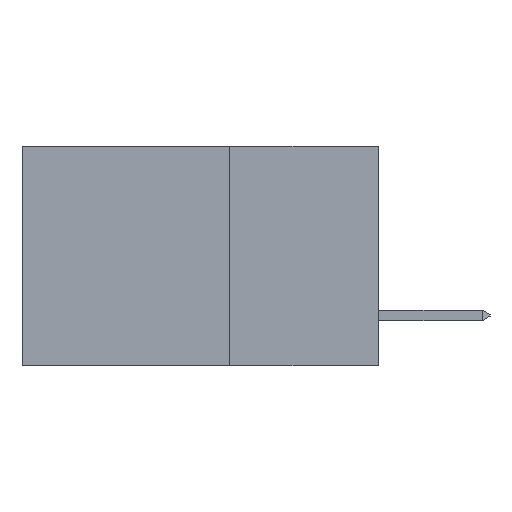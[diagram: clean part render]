
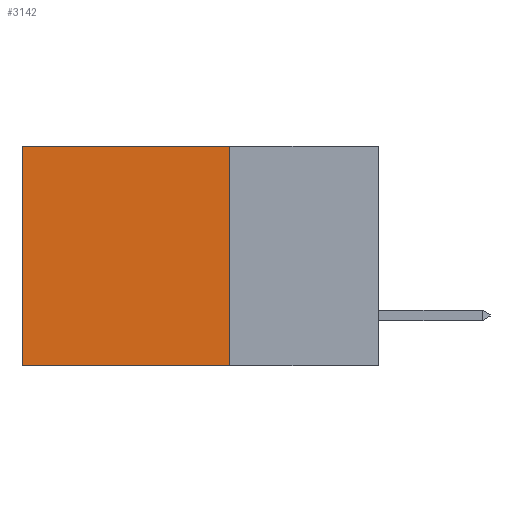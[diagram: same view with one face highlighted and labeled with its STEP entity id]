
A CAD part, left-side view. The second image highlights one B-rep face of the part: STEP entity #3142.
In plain terms, the highlighted planar face has unit normal (-1, 0, 0).
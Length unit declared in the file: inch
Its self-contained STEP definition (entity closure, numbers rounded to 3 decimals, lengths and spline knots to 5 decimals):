
#350 = VECTOR ( 'NONE', #12370, 39.37008 ) ;
#404 = VECTOR ( 'NONE', #17905, 39.37008 ) ;
#570 = DIRECTION ( 'NONE',  ( 0., 0., -1. ) ) ;
#750 = LINE ( 'NONE', #1529, #15505 ) ;
#1444 = DIRECTION ( 'NONE',  ( 0., 1., 0. ) ) ;
#1529 = CARTESIAN_POINT ( 'NONE',  ( 0.2615, 0.25, -0.37 ) ) ;
#2140 = VECTOR ( 'NONE', #570, 39.37008 ) ;
#2546 = ORIENTED_EDGE ( 'NONE', *, *, #3224, .F. ) ;
#3142 = ADVANCED_FACE ( 'NONE', ( #10233 ), #14358, .F. ) ;
#3224 = EDGE_CURVE ( 'NONE', #17587, #14465, #16067, .T. ) ;
#3599 = CARTESIAN_POINT ( 'NONE',  ( 0.2615, 0.6, -0.37 ) ) ;
#4852 = ORIENTED_EDGE ( 'NONE', *, *, #5916, .F. ) ;
#4969 = LINE ( 'NONE', #16459, #404 ) ;
#5916 = EDGE_CURVE ( 'NONE', #14465, #9712, #750, .T. ) ;
#9240 = CARTESIAN_POINT ( 'NONE',  ( 0.2615, 0.6, -0.37 ) ) ;
#9712 = VERTEX_POINT ( 'NONE', #9240 ) ;
#10233 = FACE_OUTER_BOUND ( 'NONE', #10508, .T. ) ;
#10508 = EDGE_LOOP ( 'NONE', ( #13186, #4852, #2546, #12140 ) ) ;
#12127 = CARTESIAN_POINT ( 'NONE',  ( 0.2615, 0.25, -0.37 ) ) ;
#12140 = ORIENTED_EDGE ( 'NONE', *, *, #12595, .T. ) ;
#12184 = AXIS2_PLACEMENT_3D ( 'NONE', #14569, #14260, #14192 ) ;
#12370 = DIRECTION ( 'NONE',  ( 0., 0., -1. ) ) ;
#12595 = EDGE_CURVE ( 'NONE', #17587, #15190, #4969, .T. ) ;
#13186 = ORIENTED_EDGE ( 'NONE', *, *, #15060, .T. ) ;
#13723 = CARTESIAN_POINT ( 'NONE',  ( 0.2615, 0.25, 0. ) ) ;
#14192 = DIRECTION ( 'NONE',  ( 0., 0., -1. ) ) ;
#14260 = DIRECTION ( 'NONE',  ( 1., 0., 0. ) ) ;
#14358 = PLANE ( 'NONE',  #12184 ) ;
#14465 = VERTEX_POINT ( 'NONE', #18315 ) ;
#14569 = CARTESIAN_POINT ( 'NONE',  ( 0.2615, 0.25, -0.37 ) ) ;
#15060 = EDGE_CURVE ( 'NONE', #15190, #9712, #15235, .T. ) ;
#15190 = VERTEX_POINT ( 'NONE', #15548 ) ;
#15235 = LINE ( 'NONE', #3599, #2140 ) ;
#15505 = VECTOR ( 'NONE', #1444, 39.37008 ) ;
#15548 = CARTESIAN_POINT ( 'NONE',  ( 0.2615, 0.6, 0. ) ) ;
#16067 = LINE ( 'NONE', #12127, #350 ) ;
#16459 = CARTESIAN_POINT ( 'NONE',  ( 0.2615, 0.25, 0. ) ) ;
#17587 = VERTEX_POINT ( 'NONE', #13723 ) ;
#17905 = DIRECTION ( 'NONE',  ( 0., 1., 0. ) ) ;
#18315 = CARTESIAN_POINT ( 'NONE',  ( 0.2615, 0.25, -0.37 ) ) ;
